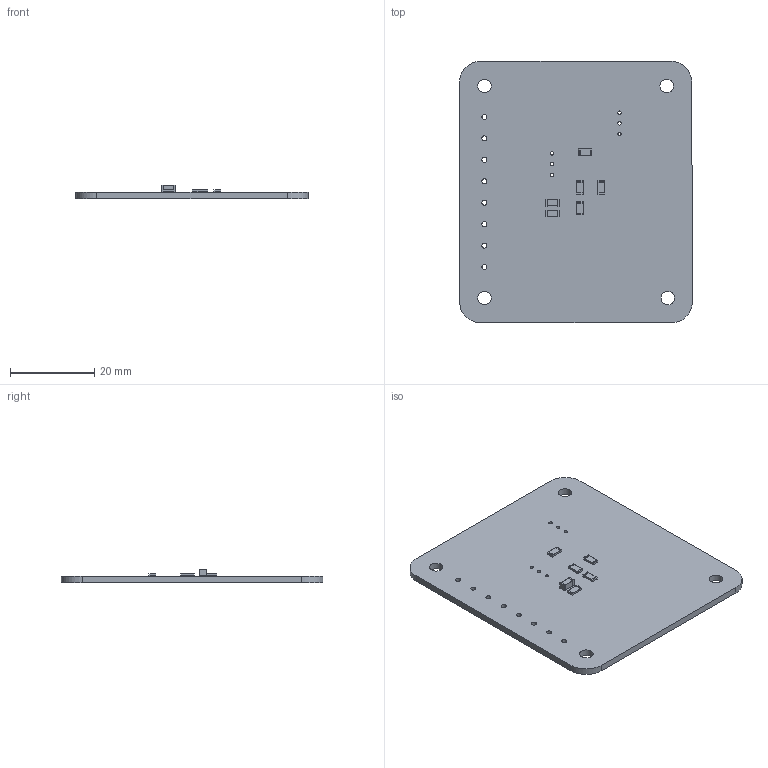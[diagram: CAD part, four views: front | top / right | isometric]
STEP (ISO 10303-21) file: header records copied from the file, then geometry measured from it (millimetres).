
FILE_DESCRIPTION(('KiCad electronic assembly'),'2;1');
FILE_NAME('FuzzFace.step','2022-05-29T01:31:05',('An Author'),( 'A Company'),'Open CASCADE STEP processor 6.9', 'KiCad to STEP converter','Unknown');
FILE_SCHEMA(('AUTOMOTIVE_DESIGN { 1 0 10303 214 1 1 1 1 }'));
Length unit declared in the file: millimetre
Products named in the file (6): Open CASCADE STEP translator 6.9 1; R_1206_3216Metric; SOLID; C_1206_3216Metric; COMPOUND
Assembly tree (9 placements, depth 3):
  Open CASCADE STEP translator 6.9 1
    R_1206_3216Metric  x5
      SOLID
    C_1206_3216Metric
      SOLID
    COMPOUND
Bounding box: 55.15 x 61.98 x 3.25 mm (x, y, z)
Volume: 5377 mm3; surface area: 7295.5 mm2
Topology: 7 solids, 7 shells, 186 faces, 490 edges, 320 vertices
Faces by surface type: plane 112, cylinder 74
Full cylindrical faces by diameter (mm): 0.8 x6, 1.199 x8, 3.2 x4
Entity records: 6071 total; most frequent: CARTESIAN_POINT 1010, DIRECTION 902, LINE 486, VECTOR 486, ORIENTED_EDGE 436, PCURVE 436, DEFINITIONAL_REPRESENTATION 436, EDGE_CURVE 218
